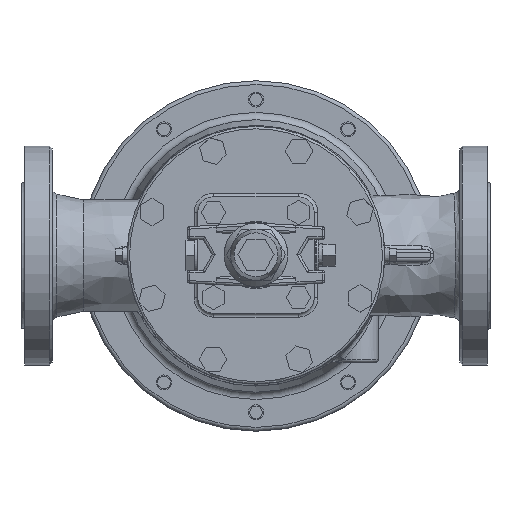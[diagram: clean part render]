
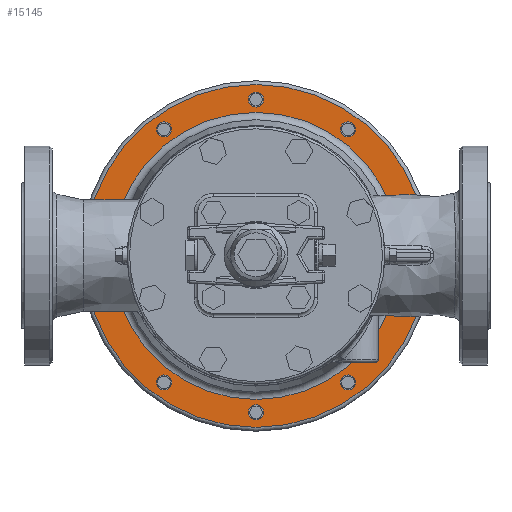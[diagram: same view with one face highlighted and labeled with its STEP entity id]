
A CAD part, top view. The second image highlights one B-rep face of the part: STEP entity #15145.
In plain terms, the highlighted planar face has unit normal (0, 0, 1).
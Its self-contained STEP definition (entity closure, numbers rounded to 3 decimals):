
#115=PLANE('',#16271);
#3258=FACE_BOUND('',#4817,.T.);
#3259=FACE_BOUND('',#4818,.T.);
#3260=FACE_BOUND('',#4819,.T.);
#3261=FACE_BOUND('',#4820,.T.);
#3262=FACE_BOUND('',#4821,.T.);
#3263=FACE_BOUND('',#4822,.T.);
#3264=FACE_BOUND('',#4823,.T.);
#3265=FACE_BOUND('',#4824,.T.);
#3266=FACE_BOUND('',#4825,.T.);
#3267=FACE_BOUND('',#4826,.T.);
#3268=FACE_BOUND('',#4827,.T.);
#3698=FACE_OUTER_BOUND('',#4816,.T.);
#4816=EDGE_LOOP('',(#11018));
#4817=EDGE_LOOP('',(#11019));
#4818=EDGE_LOOP('',(#11020));
#4819=EDGE_LOOP('',(#11021));
#4820=EDGE_LOOP('',(#11022));
#4821=EDGE_LOOP('',(#11023));
#4822=EDGE_LOOP('',(#11024));
#4823=EDGE_LOOP('',(#11025));
#4824=EDGE_LOOP('',(#11026));
#4825=EDGE_LOOP('',(#11027));
#4826=EDGE_LOOP('',(#11028));
#4827=EDGE_LOOP('',(#11029));
#6334=CIRCLE('',#16170,5.053);
#6336=CIRCLE('',#16173,5.053);
#6338=CIRCLE('',#16176,5.053);
#6340=CIRCLE('',#16179,5.053);
#6342=CIRCLE('',#16182,5.053);
#6344=CIRCLE('',#16185,5.053);
#6346=CIRCLE('',#16188,5.053);
#6348=CIRCLE('',#16191,5.053);
#6350=CIRCLE('',#16194,5.053);
#6352=CIRCLE('',#16197,5.053);
#6395=CIRCLE('',#16270,137.);
#6396=CIRCLE('',#16272,114.73);
#7104=VERTEX_POINT('',#23584);
#7106=VERTEX_POINT('',#23589);
#7108=VERTEX_POINT('',#23594);
#7110=VERTEX_POINT('',#23599);
#7112=VERTEX_POINT('',#23604);
#7114=VERTEX_POINT('',#23609);
#7116=VERTEX_POINT('',#23614);
#7118=VERTEX_POINT('',#23619);
#7120=VERTEX_POINT('',#23624);
#7122=VERTEX_POINT('',#23629);
#7198=VERTEX_POINT('',#25437);
#7199=VERTEX_POINT('',#25440);
#8548=EDGE_CURVE('',#7104,#7104,#6334,.T.);
#8550=EDGE_CURVE('',#7106,#7106,#6336,.T.);
#8552=EDGE_CURVE('',#7108,#7108,#6338,.T.);
#8554=EDGE_CURVE('',#7110,#7110,#6340,.T.);
#8556=EDGE_CURVE('',#7112,#7112,#6342,.T.);
#8558=EDGE_CURVE('',#7114,#7114,#6344,.T.);
#8560=EDGE_CURVE('',#7116,#7116,#6346,.T.);
#8562=EDGE_CURVE('',#7118,#7118,#6348,.T.);
#8564=EDGE_CURVE('',#7120,#7120,#6350,.T.);
#8566=EDGE_CURVE('',#7122,#7122,#6352,.T.);
#8684=EDGE_CURVE('',#7198,#7198,#6395,.T.);
#8685=EDGE_CURVE('',#7199,#7199,#6396,.T.);
#11018=ORIENTED_EDGE('',*,*,#8684,.F.);
#11019=ORIENTED_EDGE('',*,*,#8548,.T.);
#11020=ORIENTED_EDGE('',*,*,#8550,.T.);
#11021=ORIENTED_EDGE('',*,*,#8552,.T.);
#11022=ORIENTED_EDGE('',*,*,#8554,.T.);
#11023=ORIENTED_EDGE('',*,*,#8556,.T.);
#11024=ORIENTED_EDGE('',*,*,#8558,.T.);
#11025=ORIENTED_EDGE('',*,*,#8560,.T.);
#11026=ORIENTED_EDGE('',*,*,#8562,.T.);
#11027=ORIENTED_EDGE('',*,*,#8564,.T.);
#11028=ORIENTED_EDGE('',*,*,#8566,.T.);
#11029=ORIENTED_EDGE('',*,*,#8685,.F.);
#15145=ADVANCED_FACE('',(#3698,#3258,#3259,#3260,#3261,#3262,#3263,#3264,
#3265,#3266,#3267,#3268),#115,.T.);
#16170=AXIS2_PLACEMENT_3D('',#23585,#17941,#17942);
#16173=AXIS2_PLACEMENT_3D('',#23590,#17947,#17948);
#16176=AXIS2_PLACEMENT_3D('',#23595,#17953,#17954);
#16179=AXIS2_PLACEMENT_3D('',#23600,#17959,#17960);
#16182=AXIS2_PLACEMENT_3D('',#23605,#17965,#17966);
#16185=AXIS2_PLACEMENT_3D('',#23610,#17971,#17972);
#16188=AXIS2_PLACEMENT_3D('',#23615,#17977,#17978);
#16191=AXIS2_PLACEMENT_3D('',#23620,#17983,#17984);
#16194=AXIS2_PLACEMENT_3D('',#23625,#17989,#17990);
#16197=AXIS2_PLACEMENT_3D('',#23630,#17995,#17996);
#16270=AXIS2_PLACEMENT_3D('',#25438,#18153,#18154);
#16271=AXIS2_PLACEMENT_3D('',#25439,#18155,#18156);
#16272=AXIS2_PLACEMENT_3D('',#25441,#18157,#18158);
#17941=DIRECTION('center_axis',(0.,0.,-1.));
#17942=DIRECTION('ref_axis',(-0.809,0.588,0.));
#17947=DIRECTION('center_axis',(0.,0.,-1.));
#17948=DIRECTION('ref_axis',(-0.309,0.951,0.));
#17953=DIRECTION('center_axis',(0.,0.,-1.));
#17954=DIRECTION('ref_axis',(0.309,0.951,0.));
#17959=DIRECTION('center_axis',(0.,0.,-1.));
#17960=DIRECTION('ref_axis',(0.809,0.588,0.));
#17965=DIRECTION('center_axis',(0.,0.,-1.));
#17966=DIRECTION('ref_axis',(1.,0.,0.));
#17971=DIRECTION('center_axis',(0.,0.,-1.));
#17972=DIRECTION('ref_axis',(0.809,-0.588,0.));
#17977=DIRECTION('center_axis',(0.,0.,-1.));
#17978=DIRECTION('ref_axis',(0.309,-0.951,0.));
#17983=DIRECTION('center_axis',(0.,0.,-1.));
#17984=DIRECTION('ref_axis',(-0.309,-0.951,0.));
#17989=DIRECTION('center_axis',(0.,0.,-1.));
#17990=DIRECTION('ref_axis',(-0.809,-0.588,0.));
#17995=DIRECTION('center_axis',(0.,0.,-1.));
#17996=DIRECTION('ref_axis',(-1.,0.,0.));
#18153=DIRECTION('center_axis',(0.,0.,-1.));
#18154=DIRECTION('ref_axis',(-1.,0.,0.));
#18155=DIRECTION('center_axis',(0.,0.,1.));
#18156=DIRECTION('ref_axis',(1.,0.,0.));
#18157=DIRECTION('center_axis',(0.,0.,1.));
#18158=DIRECTION('ref_axis',(-1.,0.,0.));
#23584=CARTESIAN_POINT('',(77.561,98.157,30.));
#23585=CARTESIAN_POINT('Origin',(73.473,101.127,30.));
#23589=CARTESIAN_POINT('',(120.444,33.821,30.));
#23590=CARTESIAN_POINT('Origin',(118.882,38.627,30.));
#23594=CARTESIAN_POINT('',(117.321,-43.433,30.));
#23595=CARTESIAN_POINT('Origin',(118.882,-38.627,30.));
#23599=CARTESIAN_POINT('',(69.385,-104.097,30.));
#23600=CARTESIAN_POINT('Origin',(73.473,-101.127,30.));
#23604=CARTESIAN_POINT('',(-5.053,-125.,30.));
#23605=CARTESIAN_POINT('Origin',(0.,-125.,30.));
#23609=CARTESIAN_POINT('',(-77.561,-98.157,30.));
#23610=CARTESIAN_POINT('Origin',(-73.473,-101.127,30.));
#23614=CARTESIAN_POINT('',(-120.444,-33.821,30.));
#23615=CARTESIAN_POINT('Origin',(-118.882,-38.627,30.));
#23619=CARTESIAN_POINT('',(-117.321,43.433,30.));
#23620=CARTESIAN_POINT('Origin',(-118.882,38.627,30.));
#23624=CARTESIAN_POINT('',(-69.385,104.097,30.));
#23625=CARTESIAN_POINT('Origin',(-73.473,101.127,30.));
#23629=CARTESIAN_POINT('',(5.053,125.,30.));
#23630=CARTESIAN_POINT('Origin',(0.,125.,30.));
#25437=CARTESIAN_POINT('',(137.,0.,30.));
#25438=CARTESIAN_POINT('Origin',(0.,0.,30.));
#25439=CARTESIAN_POINT('Origin',(0.,0.,
30.));
#25440=CARTESIAN_POINT('',(114.73,0.,30.));
#25441=CARTESIAN_POINT('Origin',(0.,0.,30.));
